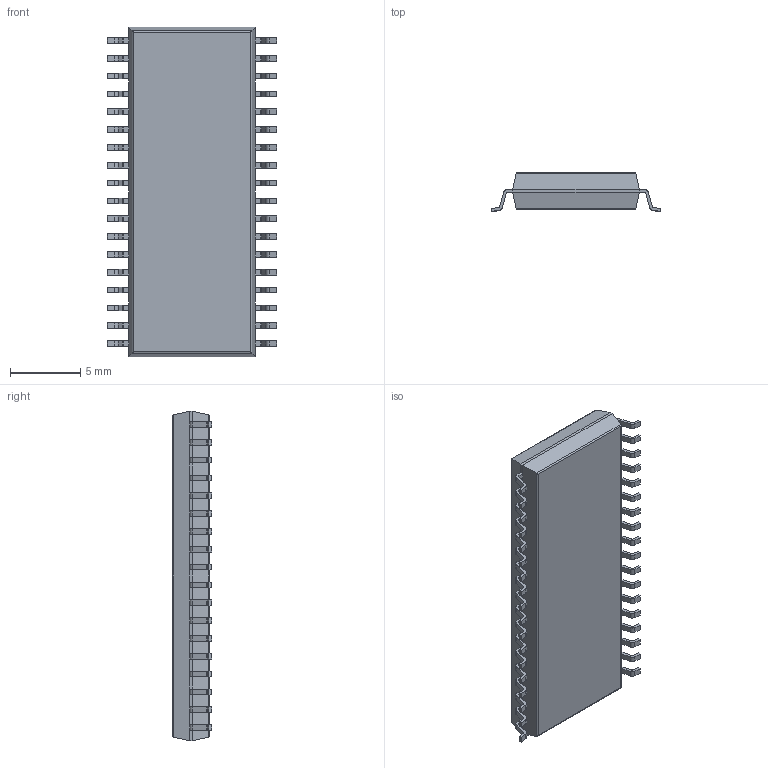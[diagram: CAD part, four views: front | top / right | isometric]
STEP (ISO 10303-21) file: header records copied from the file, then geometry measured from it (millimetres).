
FILE_DESCRIPTION (( 'STEP AP214' ), '1' );
FILE_NAME ('SOIC127P1199X264-36N MO-120 R-PDSO-G.step', '2011-02-16T09:10:09', ( 'iLLuSioN' ), ( 'Home' ), 'SwSTEP 2.0', 'SolidWorks 2009', '' );
FILE_SCHEMA (( 'AUTOMOTIVE_DESIGN' ));
Length unit declared in the file: millimetre
Products named in the file (1): SOIC127P1199X264-36N MO-120 R-PDSO-G
Bounding box: 12.05 x 2.79 x 23.47 mm (x, y, z)
Volume: 545.3 mm3; surface area: 663.6 mm2
Topology: 1 solids, 1 shells, 529 faces, 1418 edges, 892 vertices
Faces by surface type: plane 375, cylinder 154
Entity records: 22086 total; most frequent: CARTESIAN_POINT 2864, ORIENTED_EDGE 2836, DIRECTION 2762, EDGE_CURVE 1418, VECTOR 1118, LINE 1118, VERTEX_POINT 892, AXIS2_PLACEMENT_3D 822
